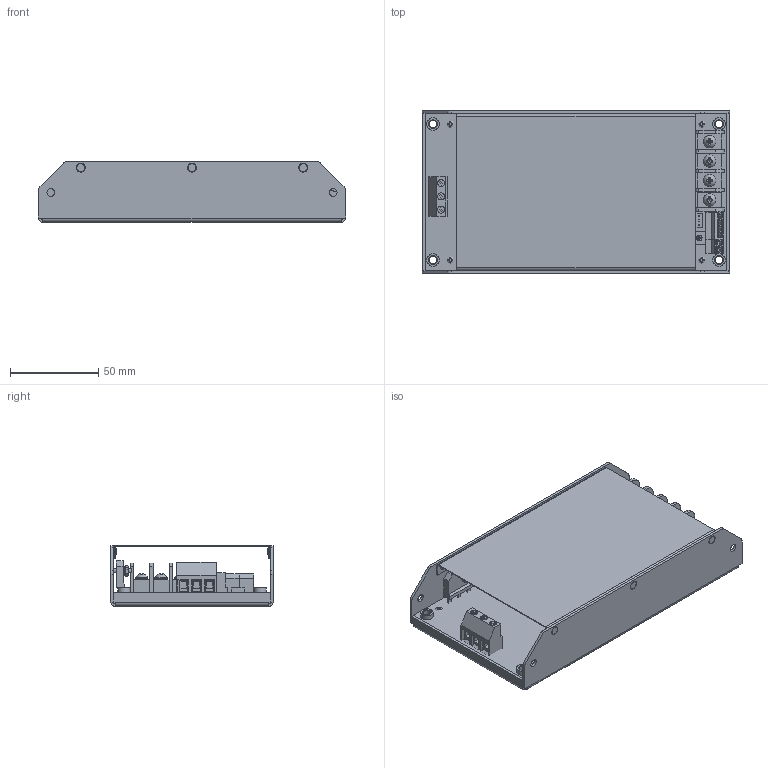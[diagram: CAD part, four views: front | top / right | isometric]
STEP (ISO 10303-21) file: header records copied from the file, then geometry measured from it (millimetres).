
FILE_DESCRIPTION(('STEP AP203'), '1');
FILE_NAME('購葠.436617.025_眑', '', ('UNSPECIFIED'), ('UNSPECIFIED'), 'ASCON STEP Converter 1.6', 'ASCON Math Kernel', '');
FILE_SCHEMA(('CONFIG_CONTROL_DESIGN'));
Length unit declared in the file: millimetre
Products named in the file (22): ?ﾍﾆﾅ.301314.017; 櫛ち.745322.045; 購葠.713111.001-01; 櫛ち.713111.008; GBJ 10K; 櫛ち.745322.048; AK710_3-7,5-V-Green
Assembly tree (41 placements, depth 3):
  (unnamed)
    ?ﾍﾆﾅ.301314.017
      櫛ち.745322.045
      購葠.713111.001-01  x4
      櫛ち.713111.008  x4
    (unnamed)
    GBJ 10K
    櫛ち.745322.048
    (unnamed)
    (unnamed)
    (unnamed)
    (unnamed)
    (unnamed)  x4
    (unnamed)  x4
    (unnamed)  x6
    (unnamed)
    AK710_3-7,5-V-Green
    (unnamed)
    (unnamed)
    (unnamed)  x4
      (unnamed)
    (unnamed)
Bounding box: 174 x 92 x 34.5 mm (x, y, z)
Volume: 180009.2 mm3; surface area: 161603.9 mm2
Topology: 44 solids, 44 shells, 1139 faces, 2769 edges, 1816 vertices
Faces by surface type: plane 743, cylinder 327, cone 47, bspline 8, sphere 8, torus 6
Full cylindrical faces by diameter (mm): 0.8 x36, 1 x15, 1.2 x15, 1.3 x3, 1.5 x7, 1.7 x8, 1.8 x10, 2.3 x4, 2.4 x4, 2.459 x5, 2.5 x13, 2.7 x8, 2.8 x6, 3 x4, 3.2 x13, 3.4 x1, 4 x7, 4.3 x8, 4.5 x10, 4.7 x1, 5 x7, 5.5 x12, 6 x4, 7 x12
Entity records: 31032 total; most frequent: CARTESIAN_POINT 4854, DIRECTION 3775, ORIENTED_EDGE 3384, EDGE_CURVE 1692, AXIS2_PLACEMENT_3D 1314, EDGE_LOOP 1295, VERTEX_POINT 1215, LINE 1147
